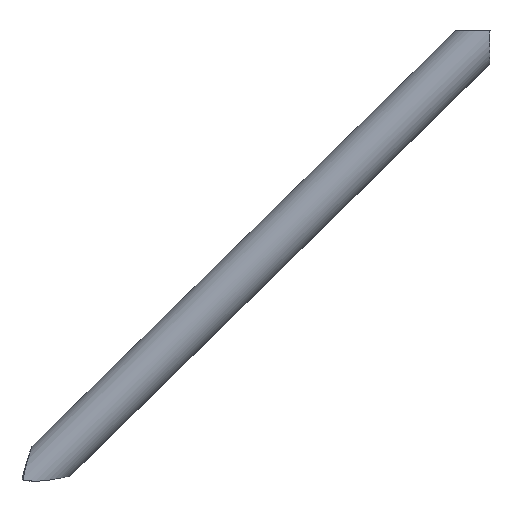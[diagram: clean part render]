
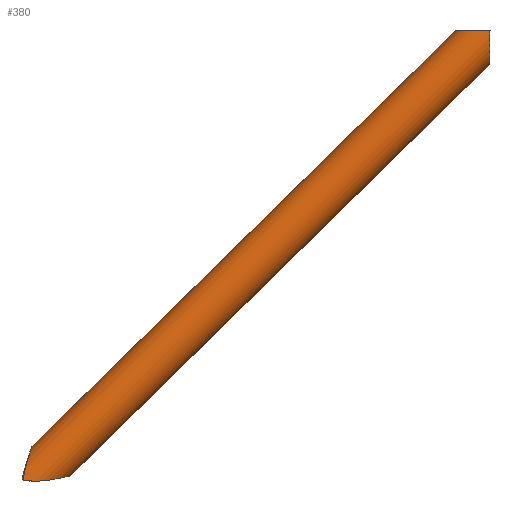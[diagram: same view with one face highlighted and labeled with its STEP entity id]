
A CAD part, top view. The second image highlights one B-rep face of the part: STEP entity #380.
In plain terms, the highlighted cylindrical face has radius 7.5 mm (diameter 15 mm), a partial arc.
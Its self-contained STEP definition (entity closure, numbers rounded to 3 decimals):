
#62=CARTESIAN_POINT('Vertex',(-648.918,-140.231,-49.94)) ;
#68=CARTESIAN_POINT('Control Point',(-648.918,-140.231,-49.94)) ;
#69=CARTESIAN_POINT('Control Point',(-648.721,-139.11,-50.137)) ;
#70=CARTESIAN_POINT('Control Point',(-648.471,-138.01,-50.402)) ;
#71=CARTESIAN_POINT('Control Point',(-648.195,-136.935,-50.724)) ;
#72=CARTESIAN_POINT('Control Point',(-647.755,-135.356,-51.3)) ;
#73=CARTESIAN_POINT('Control Point',(-647.303,-133.859,-52.05)) ;
#74=CARTESIAN_POINT('Control Point',(-647.153,-133.371,-52.321)) ;
#75=CARTESIAN_POINT('Control Point',(-646.852,-132.406,-52.922)) ;
#76=CARTESIAN_POINT('Control Point',(-646.568,-131.519,-53.641)) ;
#77=CARTESIAN_POINT('Control Point',(-646.431,-131.094,-54.043)) ;
#78=CARTESIAN_POINT('Control Point',(-646.217,-130.426,-54.813)) ;
#79=CARTESIAN_POINT('Control Point',(-646.07,-129.954,-55.724)) ;
#80=CARTESIAN_POINT('Control Point',(-646.024,-129.798,-56.135)) ;
#81=CARTESIAN_POINT('Control Point',(-646.,-129.707,-56.566)) ;
#82=CARTESIAN_POINT('Control Point',(-646.,-129.683,-57.)) ;
#83=CARTESIAN_POINT('Vertex',(-646.,-129.683,-57.)) ;
#158=CARTESIAN_POINT('Control Point',(-646.004,-129.679,-57.299)) ;
#159=CARTESIAN_POINT('Control Point',(-646.001,-129.676,-57.199)) ;
#160=CARTESIAN_POINT('Control Point',(-646.,-129.677,-57.1)) ;
#161=CARTESIAN_POINT('Control Point',(-646.,-129.683,-57.)) ;
#162=CARTESIAN_POINT('Vertex',(-646.004,-129.679,-57.299)) ;
#256=CARTESIAN_POINT('Vertex',(-634.059,-138.972,-57.327)) ;
#260=CARTESIAN_POINT('Control Point',(-634.059,-138.972,-57.327)) ;
#261=CARTESIAN_POINT('Control Point',(-634.061,-138.974,-56.953)) ;
#262=CARTESIAN_POINT('Control Point',(-634.108,-138.988,-56.578)) ;
#263=CARTESIAN_POINT('Control Point',(-634.199,-139.012,-56.213)) ;
#264=CARTESIAN_POINT('Control Point',(-634.509,-139.092,-55.362)) ;
#265=CARTESIAN_POINT('Control Point',(-634.998,-139.213,-54.6)) ;
#266=CARTESIAN_POINT('Control Point',(-635.329,-139.293,-54.188)) ;
#267=CARTESIAN_POINT('Control Point',(-636.398,-139.543,-53.064)) ;
#268=CARTESIAN_POINT('Control Point',(-637.681,-139.82,-52.182)) ;
#269=CARTESIAN_POINT('Control Point',(-638.574,-139.997,-51.681)) ;
#270=CARTESIAN_POINT('Control Point',(-640.158,-140.278,-50.945)) ;
#271=CARTESIAN_POINT('Control Point',(-641.825,-140.493,-50.401)) ;
#272=CARTESIAN_POINT('Control Point',(-642.523,-140.567,-50.208)) ;
#273=CARTESIAN_POINT('Control Point',(-644.213,-140.698,-49.825)) ;
#274=CARTESIAN_POINT('Control Point',(-645.945,-140.689,-49.65)) ;
#275=CARTESIAN_POINT('Control Point',(-646.959,-140.624,-49.627)) ;
#276=CARTESIAN_POINT('Control Point',(-647.965,-140.468,-49.715)) ;
#277=CARTESIAN_POINT('Control Point',(-648.918,-140.231,-49.94)) ;
#316=CARTESIAN_POINT('Axis2P3D Location',(-579.594,-75.,-58.498)) ;
#322=CARTESIAN_POINT('Control Point',(-503.041,0.,-52.498)) ;
#323=CARTESIAN_POINT('Control Point',(-503.238,0.,-52.494)) ;
#324=CARTESIAN_POINT('Control Point',(-503.435,0.,-52.493)) ;
#325=CARTESIAN_POINT('Control Point',(-503.594,0.,-52.496)) ;
#326=CARTESIAN_POINT('Control Point',(-503.874,0.,-52.502)) ;
#327=CARTESIAN_POINT('Control Point',(-504.154,0.,-52.515)) ;
#328=CARTESIAN_POINT('Control Point',(-504.312,0.,-52.524)) ;
#329=CARTESIAN_POINT('Control Point',(-506.256,0.,-52.667)) ;
#330=CARTESIAN_POINT('Control Point',(-508.172,0.,-53.126)) ;
#331=CARTESIAN_POINT('Control Point',(-509.84,0.,-53.805)) ;
#332=CARTESIAN_POINT('Control Point',(-512.065,0.,-55.292)) ;
#333=CARTESIAN_POINT('Control Point',(-513.422,0.,-57.496)) ;
#334=CARTESIAN_POINT('Control Point',(-513.738,0.,-58.266)) ;
#335=CARTESIAN_POINT('Control Point',(-513.894,0.,-59.077)) ;
#336=CARTESIAN_POINT('Control Point',(-513.894,0.,-59.889)) ;
#337=CARTESIAN_POINT('Vertex',(-503.041,0.,-52.498)) ;
#339=CARTESIAN_POINT('Vertex',(-513.894,0.,-59.889)) ;
#342=CARTESIAN_POINT('Line Origine',(-584.848,-69.648,-58.498)) ;
#347=CARTESIAN_POINT('Line Origine',(-574.34,-80.352,-58.498)) ;
#351=CARTESIAN_POINT('Vertex',(-503.186,-10.507,-59.893)) ;
#355=CARTESIAN_POINT('Control Point',(-503.041,0.,-52.498)) ;
#356=CARTESIAN_POINT('Control Point',(-503.041,-0.197,-52.498)) ;
#357=CARTESIAN_POINT('Control Point',(-503.041,-0.394,-52.501)) ;
#358=CARTESIAN_POINT('Control Point',(-503.041,-0.553,-52.507)) ;
#359=CARTESIAN_POINT('Control Point',(-503.041,-0.833,-52.519)) ;
#360=CARTESIAN_POINT('Control Point',(-503.042,-1.112,-52.539)) ;
#361=CARTESIAN_POINT('Control Point',(-503.042,-1.271,-52.551)) ;
#362=CARTESIAN_POINT('Control Point',(-503.045,-2.975,-52.716)) ;
#363=CARTESIAN_POINT('Control Point',(-503.053,-4.65,-53.133)) ;
#364=CARTESIAN_POINT('Control Point',(-503.065,-6.077,-53.705)) ;
#365=CARTESIAN_POINT('Control Point',(-503.091,-8.26,-55.039)) ;
#366=CARTESIAN_POINT('Control Point',(-503.13,-9.784,-57.045)) ;
#367=CARTESIAN_POINT('Control Point',(-503.148,-10.247,-57.942)) ;
#368=CARTESIAN_POINT('Control Point',(-503.167,-10.489,-58.915)) ;
#369=CARTESIAN_POINT('Control Point',(-503.186,-10.507,-59.893)) ;
#317=DIRECTION('Axis2P3D Direction',(-0.714,-0.7,0.014)) ;
#318=DIRECTION('Axis2P3D XDirection',(0.701,-0.714,0.)) ;
#343=DIRECTION('Vector Direction',(-0.714,-0.7,0.014)) ;
#348=DIRECTION('Vector Direction',(-0.714,-0.7,0.014)) ;
#319=AXIS2_PLACEMENT_3D('Cylinder Axis2P3D',#316,#317,#318) ;
#372=ORIENTED_EDGE('',*,*,#341,.T.) ;
#373=ORIENTED_EDGE('',*,*,#346,.T.) ;
#374=ORIENTED_EDGE('',*,*,#164,.T.) ;
#375=ORIENTED_EDGE('',*,*,#85,.F.) ;
#376=ORIENTED_EDGE('',*,*,#278,.F.) ;
#377=ORIENTED_EDGE('',*,*,#353,.F.) ;
#378=ORIENTED_EDGE('',*,*,#370,.F.) ;
#344=VECTOR('Line Direction',#343,1.) ;
#349=VECTOR('Line Direction',#348,1.) ;
#380=ADVANCED_FACE('Corps principal',(#379),#320,.T.) ;
#67=B_SPLINE_CURVE_WITH_KNOTS('',5,(#68,#69,#70,#71,#72,#73,#74,#75,#76,#77,#78,#79,#80,#81,#82),.UNSPECIFIED.,.F.,.U.,(6,3,3,3,6),(22.071,30.239,34.323,38.542,41.617),.UNSPECIFIED.) ;
#157=B_SPLINE_CURVE_WITH_KNOTS('',3,(#158,#159,#160,#161),.UNSPECIFIED.,.F.,.U.,(4,4),(0.,0.423),.UNSPECIFIED.) ;
#259=B_SPLINE_CURVE_WITH_KNOTS('',5,(#260,#261,#262,#263,#264,#265,#266,#267,#268,#269,#270,#271,#272,#273,#274,#275,#276,#277),.UNSPECIFIED.,.F.,.U.,(6,3,3,3,3,6),(0.,2.649,6.399,13.729,18.873,25.995),.UNSPECIFIED.) ;
#321=B_SPLINE_CURVE_WITH_KNOTS('',5,(#322,#323,#324,#325,#326,#327,#328,#329,#330,#331,#332,#333,#334,#335,#336),.UNSPECIFIED.,.F.,.U.,(6,3,3,3,6),(0.,1.393,2.786,15.173,20.913),.UNSPECIFIED.) ;
#354=B_SPLINE_CURVE_WITH_KNOTS('',5,(#355,#356,#357,#358,#359,#360,#361,#362,#363,#364,#365,#366,#367,#368,#369),.UNSPECIFIED.,.F.,.U.,(6,3,3,3,6),(0.,1.393,2.786,13.496,20.413),.UNSPECIFIED.) ;
#320=CYLINDRICAL_SURFACE('generated cylinder',#319,7.5) ;
#85=EDGE_CURVE('',#63,#84,#67,.T.) ;
#164=EDGE_CURVE('',#163,#84,#157,.T.) ;
#278=EDGE_CURVE('',#257,#63,#259,.T.) ;
#341=EDGE_CURVE('',#338,#340,#321,.T.) ;
#346=EDGE_CURVE('',#340,#163,#345,.T.) ;
#353=EDGE_CURVE('',#352,#257,#350,.T.) ;
#370=EDGE_CURVE('',#338,#352,#354,.T.) ;
#371=EDGE_LOOP('',(#372,#373,#374,#375,#376,#377,#378)) ;
#379=FACE_OUTER_BOUND('',#371,.T.) ;
#345=LINE('Line',#342,#344) ;
#350=LINE('Line',#347,#349) ;
#63=VERTEX_POINT('',#62) ;
#84=VERTEX_POINT('',#83) ;
#163=VERTEX_POINT('',#162) ;
#257=VERTEX_POINT('',#256) ;
#338=VERTEX_POINT('',#337) ;
#340=VERTEX_POINT('',#339) ;
#352=VERTEX_POINT('',#351) ;
